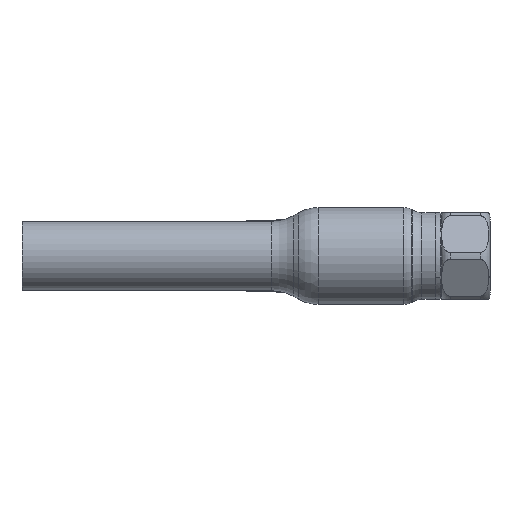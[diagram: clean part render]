
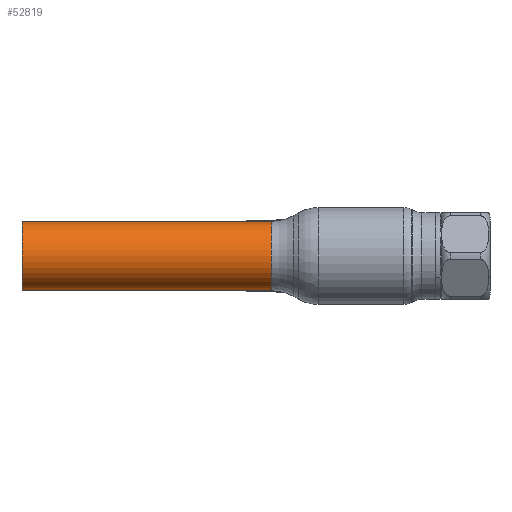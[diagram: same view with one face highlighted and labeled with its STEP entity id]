
A CAD part, front view. The second image highlights one B-rep face of the part: STEP entity #52819.
In plain terms, the highlighted cylindrical face has radius 10.65 mm (diameter 21.3 mm), a partial arc.
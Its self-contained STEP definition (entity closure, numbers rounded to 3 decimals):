
#793 = CARTESIAN_POINT ( 'NONE',  ( -105., 0., -10.65 ) ) ;
#2893 = VERTEX_POINT ( 'NONE', #67145 ) ;
#3905 = VECTOR ( 'NONE', #4445, 1000. ) ;
#4445 = DIRECTION ( 'NONE',  ( -1., 0., 0. ) ) ;
#4622 = CARTESIAN_POINT ( 'NONE',  ( -62.69, 0., -10.65 ) ) ;
#4989 = EDGE_CURVE ( 'NONE', #81043, #70567, #87687, .T. ) ;
#5908 = EDGE_CURVE ( 'NONE', #2893, #17573, #90981, .T. ) ;
#8632 = CARTESIAN_POINT ( 'NONE',  ( -62.69, 0., 0. ) ) ;
#9348 = VECTOR ( 'NONE', #67467, 1000. ) ;
#11775 = CARTESIAN_POINT ( 'NONE',  ( -105., 0., 0. ) ) ;
#12893 = CYLINDRICAL_SURFACE ( 'NONE', #39861, 10.65 ) ;
#14083 = DIRECTION ( 'NONE',  ( 0., 0., 1. ) ) ;
#15678 = DIRECTION ( 'NONE',  ( -1., 0., 0. ) ) ;
#15743 = CIRCLE ( 'NONE', #45482, 10.65 ) ;
#17573 = VERTEX_POINT ( 'NONE', #793 ) ;
#24235 = EDGE_CURVE ( 'NONE', #2893, #81043, #55151, .T. ) ;
#33346 = DIRECTION ( 'NONE',  ( -1., 0., 0. ) ) ;
#33491 = ORIENTED_EDGE ( 'NONE', *, *, #5908, .F. ) ;
#34233 = DIRECTION ( 'NONE',  ( 0., -1., 0. ) ) ;
#39861 = AXIS2_PLACEMENT_3D ( 'NONE', #8632, #15678, #65011 ) ;
#40872 = ORIENTED_EDGE ( 'NONE', *, *, #44622, .F. ) ;
#42959 = CARTESIAN_POINT ( 'NONE',  ( -27.786, 0., 0. ) ) ;
#44107 = CARTESIAN_POINT ( 'NONE',  ( -105., 0., 10.65 ) ) ;
#44622 = EDGE_CURVE ( 'NONE', #17573, #70567, #15743, .T. ) ;
#45482 = AXIS2_PLACEMENT_3D ( 'NONE', #11775, #33346, #34233 ) ;
#50165 = AXIS2_PLACEMENT_3D ( 'NONE', #42959, #77896, #14083 ) ;
#52819 = ADVANCED_FACE ( 'NONE', ( #71381 ), #12893, .T. ) ;
#53609 = CARTESIAN_POINT ( 'NONE',  ( -62.69, 0., 10.65 ) ) ;
#55151 = CIRCLE ( 'NONE', #50165, 10.65 ) ;
#63124 = ORIENTED_EDGE ( 'NONE', *, *, #24235, .T. ) ;
#65011 = DIRECTION ( 'NONE',  ( 0., 0., 1. ) ) ;
#67145 = CARTESIAN_POINT ( 'NONE',  ( -27.786, 0., -10.65 ) ) ;
#67467 = DIRECTION ( 'NONE',  ( -1., 0., 0. ) ) ;
#70567 = VERTEX_POINT ( 'NONE', #44107 ) ;
#71381 = FACE_OUTER_BOUND ( 'NONE', #80094, .T. ) ;
#77896 = DIRECTION ( 'NONE',  ( -1., 0., 0. ) ) ;
#80094 = EDGE_LOOP ( 'NONE', ( #33491, #63124, #90556, #40872 ) ) ;
#81043 = VERTEX_POINT ( 'NONE', #90321 ) ;
#87687 = LINE ( 'NONE', #53609, #3905 ) ;
#90321 = CARTESIAN_POINT ( 'NONE',  ( -27.786, 0., 10.65 ) ) ;
#90556 = ORIENTED_EDGE ( 'NONE', *, *, #4989, .T. ) ;
#90981 = LINE ( 'NONE', #4622, #9348 ) ;
